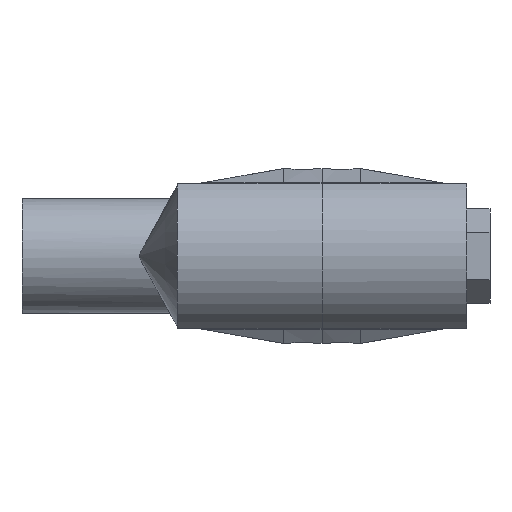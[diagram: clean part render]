
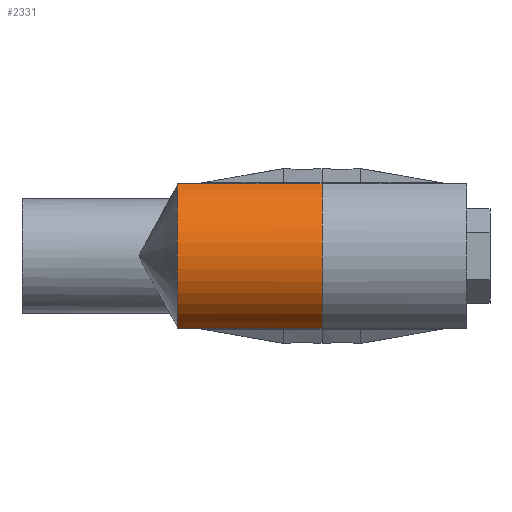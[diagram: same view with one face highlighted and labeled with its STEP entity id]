
A CAD part, left-side view. The second image highlights one B-rep face of the part: STEP entity #2331.
In plain terms, the highlighted cylindrical face has radius 10.4 mm (diameter 20.8 mm), a partial arc.
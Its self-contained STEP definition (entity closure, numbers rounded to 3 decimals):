
#11 = VERTEX_POINT ( 'NONE', #6568 ) ;
#107 = DIRECTION ( 'NONE',  ( 0., 1., 0. ) ) ;
#235 = CARTESIAN_POINT ( 'NONE',  ( -14.111, 34.798, 0. ) ) ;
#301 = VERTEX_POINT ( 'NONE', #2417 ) ;
#539 = CARTESIAN_POINT ( 'NONE',  ( -18.419, 16.597, -9.466 ) ) ;
#558 = EDGE_CURVE ( 'NONE', #301, #5073, #2500, .T. ) ;
#701 = CARTESIAN_POINT ( 'NONE',  ( -18.473, 20.952, 9.441 ) ) ;
#721 = FACE_OUTER_BOUND ( 'NONE', #6611, .T. ) ;
#881 = AXIS2_PLACEMENT_3D ( 'NONE', #235, #4768, #895 ) ;
#895 = DIRECTION ( 'NONE',  ( 0., 0., 1. ) ) ;
#1188 = CARTESIAN_POINT ( 'NONE',  ( -18.43, 17.402, -9.461 ) ) ;
#1240 = CARTESIAN_POINT ( 'NONE',  ( -18.463, 20.064, 9.446 ) ) ;
#1833 = CARTESIAN_POINT ( 'NONE',  ( -18.442, 18.29, -9.455 ) ) ;
#1867 = EDGE_CURVE ( 'NONE', #6527, #5424, #5196, .T. ) ;
#1878 = CARTESIAN_POINT ( 'NONE',  ( -18.452, 19.177, 9.45 ) ) ;
#2031 = CARTESIAN_POINT ( 'NONE',  ( -14.111, 15.875, 0. ) ) ;
#2200 = ORIENTED_EDGE ( 'NONE', *, *, #7087, .F. ) ;
#2331 = ADVANCED_FACE ( 'NONE', ( #721 ), #6313, .T. ) ;
#2417 = CARTESIAN_POINT ( 'NONE',  ( -18.473, 34.798, 9.441 ) ) ;
#2482 = CARTESIAN_POINT ( 'NONE',  ( -18.452, 19.177, -9.45 ) ) ;
#2500 = LINE ( 'NONE', #8059, #6875 ) ;
#2532 = CARTESIAN_POINT ( 'NONE',  ( -18.442, 18.29, 9.455 ) ) ;
#2607 = CARTESIAN_POINT ( 'NONE',  ( -18.473, 20.952, -9.441 ) ) ;
#2869 = CARTESIAN_POINT ( 'NONE',  ( -18.473, 15.875, -9.441 ) ) ;
#2922 = DIRECTION ( 'NONE',  ( 0., 1., 0. ) ) ;
#3129 = CARTESIAN_POINT ( 'NONE',  ( -18.463, 20.064, -9.446 ) ) ;
#3180 = CARTESIAN_POINT ( 'NONE',  ( -18.43, 17.402, 9.461 ) ) ;
#3239 = B_SPLINE_CURVE_WITH_KNOTS ( 'NONE', 3,
 ( #8327, #4458, #1240, #5760, #1878, #6416, #2532, #7072, #3180, #7728, #3832, #8381, #4487 ),
 .UNSPECIFIED., .F., .F.,
 ( 4, 3, 3, 3, 4 ),
 ( 0., 0.001, 0.003, 0.004, 0.005 ),
 .UNSPECIFIED. ) ;
#3344 = ORIENTED_EDGE ( 'NONE', *, *, #4688, .F. ) ;
#3401 = ORIENTED_EDGE ( 'NONE', *, *, #4860, .F. ) ;
#3458 = AXIS2_PLACEMENT_3D ( 'NONE', #2031, #107, #3978 ) ;
#3758 = CARTESIAN_POINT ( 'NONE',  ( -18.409, 15.875, -9.47 ) ) ;
#3789 = CARTESIAN_POINT ( 'NONE',  ( -18.473, 20.952, -9.441 ) ) ;
#3832 = CARTESIAN_POINT ( 'NONE',  ( -18.419, 16.597, 9.466 ) ) ;
#3978 = DIRECTION ( 'NONE',  ( 0., 0., -1. ) ) ;
#4048 = ORIENTED_EDGE ( 'NONE', *, *, #1867, .T. ) ;
#4414 = CARTESIAN_POINT ( 'NONE',  ( -18.414, 16.236, -9.468 ) ) ;
#4458 = CARTESIAN_POINT ( 'NONE',  ( -18.468, 20.508, 9.443 ) ) ;
#4487 = CARTESIAN_POINT ( 'NONE',  ( -18.409, 15.875, 9.47 ) ) ;
#4613 = EDGE_CURVE ( 'NONE', #6527, #7630, #4708, .T. ) ;
#4639 = LINE ( 'NONE', #2869, #7885 ) ;
#4688 = EDGE_CURVE ( 'NONE', #5073, #5424, #3239, .T. ) ;
#4708 = B_SPLINE_CURVE_WITH_KNOTS ( 'NONE', 3,
 ( #3758, #4414, #539, #5061, #1188, #5715, #1833, #6365, #2482, #7023, #3129, #7674, #3789 ),
 .UNSPECIFIED., .F., .F.,
 ( 4, 3, 3, 3, 4 ),
 ( 0., 0.001, 0.002, 0.004, 0.005 ),
 .UNSPECIFIED. ) ;
#4768 = DIRECTION ( 'NONE',  ( 0., 1., 0. ) ) ;
#4772 = CARTESIAN_POINT ( 'NONE',  ( -18.409, 15.875, -9.47 ) ) ;
#4860 = EDGE_CURVE ( 'NONE', #7630, #11, #4639, .T. ) ;
#5061 = CARTESIAN_POINT ( 'NONE',  ( -18.424, 16.959, -9.463 ) ) ;
#5073 = VERTEX_POINT ( 'NONE', #701 ) ;
#5078 = ORIENTED_EDGE ( 'NONE', *, *, #558, .F. ) ;
#5196 = CIRCLE ( 'NONE', #6686, 10.4 ) ;
#5424 = VERTEX_POINT ( 'NONE', #8029 ) ;
#5715 = CARTESIAN_POINT ( 'NONE',  ( -18.436, 17.846, -9.458 ) ) ;
#5760 = CARTESIAN_POINT ( 'NONE',  ( -18.458, 19.621, 9.448 ) ) ;
#6089 = DIRECTION ( 'NONE',  ( 0., 1., 0. ) ) ;
#6148 = CIRCLE ( 'NONE', #881, 10.4 ) ;
#6313 = CYLINDRICAL_SURFACE ( 'NONE', #3458, 10.4 ) ;
#6365 = CARTESIAN_POINT ( 'NONE',  ( -18.447, 18.733, -9.453 ) ) ;
#6416 = CARTESIAN_POINT ( 'NONE',  ( -18.447, 18.733, 9.453 ) ) ;
#6527 = VERTEX_POINT ( 'NONE', #4772 ) ;
#6568 = CARTESIAN_POINT ( 'NONE',  ( -18.473, 34.798, -9.441 ) ) ;
#6611 = EDGE_LOOP ( 'NONE', ( #4048, #3344, #5078, #2200, #3401, #7909 ) ) ;
#6686 = AXIS2_PLACEMENT_3D ( 'NONE', #6817, #2922, #7457 ) ;
#6817 = CARTESIAN_POINT ( 'NONE',  ( -14.111, 15.875, 0. ) ) ;
#6875 = VECTOR ( 'NONE', #7530, 1000. ) ;
#7023 = CARTESIAN_POINT ( 'NONE',  ( -18.458, 19.621, -9.448 ) ) ;
#7072 = CARTESIAN_POINT ( 'NONE',  ( -18.436, 17.846, 9.458 ) ) ;
#7087 = EDGE_CURVE ( 'NONE', #11, #301, #6148, .T. ) ;
#7457 = DIRECTION ( 'NONE',  ( 0., 0., 1. ) ) ;
#7530 = DIRECTION ( 'NONE',  ( 0., -1., 0. ) ) ;
#7630 = VERTEX_POINT ( 'NONE', #2607 ) ;
#7674 = CARTESIAN_POINT ( 'NONE',  ( -18.468, 20.508, -9.443 ) ) ;
#7728 = CARTESIAN_POINT ( 'NONE',  ( -18.424, 16.959, 9.463 ) ) ;
#7885 = VECTOR ( 'NONE', #6089, 1000. ) ;
#7909 = ORIENTED_EDGE ( 'NONE', *, *, #4613, .F. ) ;
#8029 = CARTESIAN_POINT ( 'NONE',  ( -18.409, 15.875, 9.47 ) ) ;
#8059 = CARTESIAN_POINT ( 'NONE',  ( -18.473, 15.875, 9.441 ) ) ;
#8327 = CARTESIAN_POINT ( 'NONE',  ( -18.473, 20.952, 9.441 ) ) ;
#8381 = CARTESIAN_POINT ( 'NONE',  ( -18.414, 16.236, 9.468 ) ) ;
